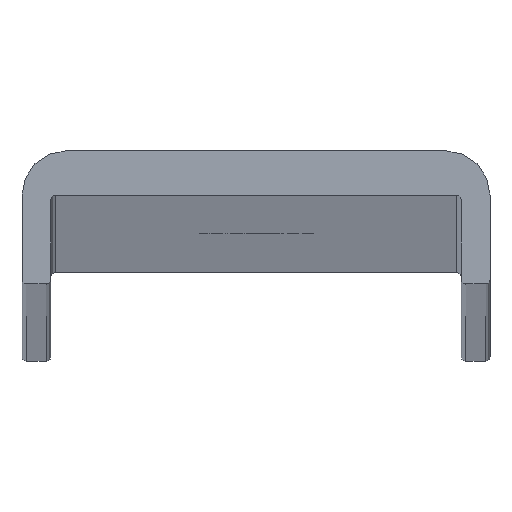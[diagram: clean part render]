
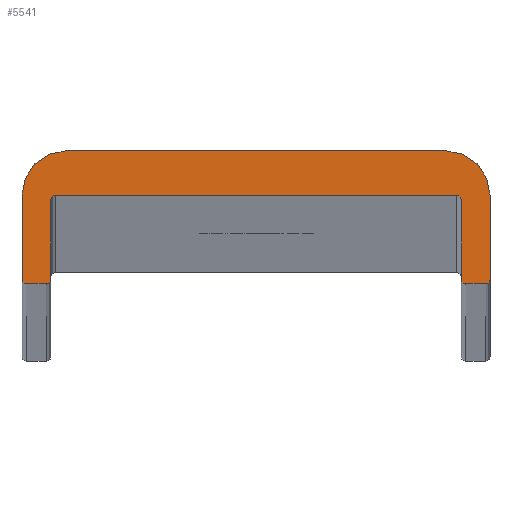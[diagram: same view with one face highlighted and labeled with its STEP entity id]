
A CAD part, top view. The second image highlights one B-rep face of the part: STEP entity #5541.
In plain terms, the highlighted planar face has unit normal (0, 0, 1).
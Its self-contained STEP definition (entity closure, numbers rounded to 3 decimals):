
#163 = ORIENTED_EDGE ( 'NONE', *, *, #10535, .T. ) ;
#509 = AXIS2_PLACEMENT_3D ( 'NONE', #14408, #5834, #7231 ) ;
#571 = VERTEX_POINT ( 'NONE', #8437 ) ;
#685 = DIRECTION ( 'NONE',  ( 0., 0., 1. ) ) ;
#771 = DIRECTION ( 'NONE',  ( 0., 0., 1. ) ) ;
#815 = ORIENTED_EDGE ( 'NONE', *, *, #13884, .T. ) ;
#831 = LINE ( 'NONE', #4826, #14049 ) ;
#854 = CARTESIAN_POINT ( 'NONE',  ( -9.45, 0.2, 1000. ) ) ;
#976 = CARTESIAN_POINT ( 'NONE',  ( -9.25, 0.2, 1000. ) ) ;
#983 = ORIENTED_EDGE ( 'NONE', *, *, #15425, .T. ) ;
#988 = EDGE_CURVE ( 'NONE', #9196, #9654, #6827, .T. ) ;
#1013 = DIRECTION ( 'NONE',  ( -1., 0., 0. ) ) ;
#1346 = DIRECTION ( 'NONE',  ( -1., 0., 0. ) ) ;
#1464 = VECTOR ( 'NONE', #13009, 1000. ) ;
#1718 = CARTESIAN_POINT ( 'NONE',  ( 10.55, 4., 1000. ) ) ;
#2104 = CARTESIAN_POINT ( 'NONE',  ( -9.25, 0.2, 1000. ) ) ;
#2174 = EDGE_CURVE ( 'NONE', #15875, #571, #14871, .T. ) ;
#2270 = ORIENTED_EDGE ( 'NONE', *, *, #3898, .T. ) ;
#2349 = DIRECTION ( 'NONE',  ( 1., 0., 0. ) ) ;
#2546 = LINE ( 'NONE', #8808, #1464 ) ;
#2703 = ORIENTED_EDGE ( 'NONE', *, *, #988, .T. ) ;
#2790 = CIRCLE ( 'NONE', #14840, 0.2 ) ;
#2870 = EDGE_CURVE ( 'NONE', #571, #9196, #15944, .T. ) ;
#3115 = CARTESIAN_POINT ( 'NONE',  ( 10.35, 0.2, 1000. ) ) ;
#3307 = CARTESIAN_POINT ( 'NONE',  ( 9.25, 0.2, 1000. ) ) ;
#3309 = CIRCLE ( 'NONE', #4768, 0.2 ) ;
#3348 = EDGE_CURVE ( 'NONE', #13564, #6211, #14281, .T. ) ;
#3355 = EDGE_CURVE ( 'NONE', #11403, #12788, #2790, .T. ) ;
#3361 = DIRECTION ( 'NONE',  ( 0., 0., 1. ) ) ;
#3418 = CARTESIAN_POINT ( 'NONE',  ( -10.35, 0.2, 1000. ) ) ;
#3440 = CIRCLE ( 'NONE', #509, 0.2 ) ;
#3500 = AXIS2_PLACEMENT_3D ( 'NONE', #15149, #5535, #1346 ) ;
#3551 = FACE_OUTER_BOUND ( 'NONE', #11160, .T. ) ;
#3675 = CIRCLE ( 'NONE', #15617, 0.2 ) ;
#3898 = EDGE_CURVE ( 'NONE', #15095, #11403, #15151, .T. ) ;
#3928 = ORIENTED_EDGE ( 'NONE', *, *, #4249, .T. ) ;
#4249 = EDGE_CURVE ( 'NONE', #6211, #15095, #12425, .T. ) ;
#4340 = ORIENTED_EDGE ( 'NONE', *, *, #3355, .T. ) ;
#4633 = CARTESIAN_POINT ( 'NONE',  ( -9.25, 3.8, 1000. ) ) ;
#4658 = VERTEX_POINT ( 'NONE', #3307 ) ;
#4768 = AXIS2_PLACEMENT_3D ( 'NONE', #3115, #3361, #8849 ) ;
#4819 = CARTESIAN_POINT ( 'NONE',  ( 10.55, 4., 1000. ) ) ;
#4826 = CARTESIAN_POINT ( 'NONE',  ( -9.05, 4., 1000. ) ) ;
#4951 = DIRECTION ( 'NONE',  ( 0., 0., 1. ) ) ;
#4958 = DIRECTION ( 'NONE',  ( -1., 0., 0. ) ) ;
#5193 = VECTOR ( 'NONE', #17032, 1000. ) ;
#5230 = VECTOR ( 'NONE', #16699, 1000. ) ;
#5385 = DIRECTION ( 'NONE',  ( 0., 0., -1. ) ) ;
#5453 = CARTESIAN_POINT ( 'NONE',  ( 9.45, 0., 1000. ) ) ;
#5535 = DIRECTION ( 'NONE',  ( 0., 0., -1. ) ) ;
#5541 = ADVANCED_FACE ( 'NONE', ( #3551 ), #13930, .F. ) ;
#5673 = VERTEX_POINT ( 'NONE', #14176 ) ;
#5726 = VERTEX_POINT ( 'NONE', #8818 ) ;
#5834 = DIRECTION ( 'NONE',  ( 0., 0., -1. ) ) ;
#6112 = AXIS2_PLACEMENT_3D ( 'NONE', #854, #4951, #6332 ) ;
#6183 = CARTESIAN_POINT ( 'NONE',  ( -10.35, 0., 1000. ) ) ;
#6211 = VERTEX_POINT ( 'NONE', #8520 ) ;
#6332 = DIRECTION ( 'NONE',  ( 1., 0., 0. ) ) ;
#6432 = DIRECTION ( 'NONE',  ( 0., 0., 1. ) ) ;
#6441 = VECTOR ( 'NONE', #7708, 1000. ) ;
#6526 = EDGE_CURVE ( 'NONE', #9654, #13564, #17837, .T. ) ;
#6675 = CARTESIAN_POINT ( 'NONE',  ( 8.55, 4., 1000. ) ) ;
#6827 = LINE ( 'NONE', #7247, #11395 ) ;
#7054 = ORIENTED_EDGE ( 'NONE', *, *, #3348, .T. ) ;
#7231 = DIRECTION ( 'NONE',  ( 1., 0., 0. ) ) ;
#7247 = CARTESIAN_POINT ( 'NONE',  ( -10.55, 0.2, 1000. ) ) ;
#7546 = EDGE_CURVE ( 'NONE', #14435, #5673, #16324, .T. ) ;
#7708 = DIRECTION ( 'NONE',  ( 1., 0., 0. ) ) ;
#8125 = AXIS2_PLACEMENT_3D ( 'NONE', #6675, #6432, #1013 ) ;
#8437 = CARTESIAN_POINT ( 'NONE',  ( -8.55, 6., 1000. ) ) ;
#8520 = CARTESIAN_POINT ( 'NONE',  ( -9.45, 0., 1000. ) ) ;
#8610 = VECTOR ( 'NONE', #16092, 1000. ) ;
#8702 = DIRECTION ( 'NONE',  ( 0., -1., 0. ) ) ;
#8808 = CARTESIAN_POINT ( 'NONE',  ( 9.25, 3.8, 1000. ) ) ;
#8818 = CARTESIAN_POINT ( 'NONE',  ( 10.55, 0.2, 1000. ) ) ;
#8849 = DIRECTION ( 'NONE',  ( 1., 0., 0. ) ) ;
#8887 = LINE ( 'NONE', #1718, #5193 ) ;
#8979 = DIRECTION ( 'NONE',  ( -1., 0., 0. ) ) ;
#9196 = VERTEX_POINT ( 'NONE', #14347 ) ;
#9255 = DIRECTION ( 'NONE',  ( -1., 0., 0. ) ) ;
#9316 = CARTESIAN_POINT ( 'NONE',  ( -8.55, 6., 1000. ) ) ;
#9654 = VERTEX_POINT ( 'NONE', #12057 ) ;
#10191 = ORIENTED_EDGE ( 'NONE', *, *, #2870, .T. ) ;
#10335 = CARTESIAN_POINT ( 'NONE',  ( -8.55, 4., 1000. ) ) ;
#10535 = EDGE_CURVE ( 'NONE', #11466, #15875, #14828, .T. ) ;
#10564 = VERTEX_POINT ( 'NONE', #16217 ) ;
#10953 = ORIENTED_EDGE ( 'NONE', *, *, #16434, .T. ) ;
#11154 = ORIENTED_EDGE ( 'NONE', *, *, #12004, .T. ) ;
#11160 = EDGE_LOOP ( 'NONE', ( #163, #17840, #10191, #2703, #13276, #7054, #3928, #2270, #4340, #10953, #12862, #17245, #983, #11818, #11154, #815 ) ) ;
#11395 = VECTOR ( 'NONE', #8702, 1000. ) ;
#11403 = VERTEX_POINT ( 'NONE', #4633 ) ;
#11466 = VERTEX_POINT ( 'NONE', #4819 ) ;
#11715 = CARTESIAN_POINT ( 'NONE',  ( 9.45, 0.2, 1000. ) ) ;
#11818 = ORIENTED_EDGE ( 'NONE', *, *, #7546, .T. ) ;
#12004 = EDGE_CURVE ( 'NONE', #5673, #5726, #3309, .T. ) ;
#12057 = CARTESIAN_POINT ( 'NONE',  ( -10.55, 0.2, 1000. ) ) ;
#12425 = CIRCLE ( 'NONE', #6112, 0.2 ) ;
#12508 = CARTESIAN_POINT ( 'NONE',  ( 9.45, 0., 1000. ) ) ;
#12788 = VERTEX_POINT ( 'NONE', #13265 ) ;
#12862 = ORIENTED_EDGE ( 'NONE', *, *, #16267, .T. ) ;
#13009 = DIRECTION ( 'NONE',  ( 0., -1., 0. ) ) ;
#13265 = CARTESIAN_POINT ( 'NONE',  ( -9.05, 4., 1000. ) ) ;
#13276 = ORIENTED_EDGE ( 'NONE', *, *, #6526, .T. ) ;
#13564 = VERTEX_POINT ( 'NONE', #15785 ) ;
#13704 = AXIS2_PLACEMENT_3D ( 'NONE', #3418, #685, #4958 ) ;
#13884 = EDGE_CURVE ( 'NONE', #5726, #11466, #8887, .T. ) ;
#13930 = PLANE ( 'NONE',  #3500 ) ;
#14049 = VECTOR ( 'NONE', #15644, 1000. ) ;
#14087 = CARTESIAN_POINT ( 'NONE',  ( 9.05, 4., 1000. ) ) ;
#14176 = CARTESIAN_POINT ( 'NONE',  ( 10.35, 0., 1000. ) ) ;
#14281 = LINE ( 'NONE', #6183, #6441 ) ;
#14347 = CARTESIAN_POINT ( 'NONE',  ( -10.55, 4., 1000. ) ) ;
#14408 = CARTESIAN_POINT ( 'NONE',  ( 9.05, 3.8, 1000. ) ) ;
#14435 = VERTEX_POINT ( 'NONE', #5453 ) ;
#14828 = CIRCLE ( 'NONE', #8125, 2. ) ;
#14840 = AXIS2_PLACEMENT_3D ( 'NONE', #16281, #5385, #17654 ) ;
#14871 = LINE ( 'NONE', #9316, #17257 ) ;
#15095 = VERTEX_POINT ( 'NONE', #976 ) ;
#15149 = CARTESIAN_POINT ( 'NONE',  ( 8.55, 4., 1000. ) ) ;
#15151 = LINE ( 'NONE', #2104, #8610 ) ;
#15425 = EDGE_CURVE ( 'NONE', #4658, #14435, #3675, .T. ) ;
#15617 = AXIS2_PLACEMENT_3D ( 'NONE', #11715, #15914, #8979 ) ;
#15644 = DIRECTION ( 'NONE',  ( 1., 0., 0. ) ) ;
#15785 = CARTESIAN_POINT ( 'NONE',  ( -10.35, 0., 1000. ) ) ;
#15875 = VERTEX_POINT ( 'NONE', #17516 ) ;
#15914 = DIRECTION ( 'NONE',  ( 0., 0., 1. ) ) ;
#15944 = CIRCLE ( 'NONE', #17857, 2. ) ;
#16092 = DIRECTION ( 'NONE',  ( 0., 1., 0. ) ) ;
#16217 = CARTESIAN_POINT ( 'NONE',  ( 9.25, 3.8, 1000. ) ) ;
#16267 = EDGE_CURVE ( 'NONE', #17863, #10564, #3440, .T. ) ;
#16281 = CARTESIAN_POINT ( 'NONE',  ( -9.05, 3.8, 1000. ) ) ;
#16324 = LINE ( 'NONE', #12508, #5230 ) ;
#16434 = EDGE_CURVE ( 'NONE', #12788, #17863, #831, .T. ) ;
#16699 = DIRECTION ( 'NONE',  ( 1., 0., 0. ) ) ;
#17032 = DIRECTION ( 'NONE',  ( 0., 1., 0. ) ) ;
#17245 = ORIENTED_EDGE ( 'NONE', *, *, #17494, .T. ) ;
#17257 = VECTOR ( 'NONE', #9255, 1000. ) ;
#17494 = EDGE_CURVE ( 'NONE', #10564, #4658, #2546, .T. ) ;
#17516 = CARTESIAN_POINT ( 'NONE',  ( 8.55, 6., 1000. ) ) ;
#17654 = DIRECTION ( 'NONE',  ( 1., 0., 0. ) ) ;
#17837 = CIRCLE ( 'NONE', #13704, 0.2 ) ;
#17840 = ORIENTED_EDGE ( 'NONE', *, *, #2174, .T. ) ;
#17857 = AXIS2_PLACEMENT_3D ( 'NONE', #10335, #771, #2349 ) ;
#17863 = VERTEX_POINT ( 'NONE', #14087 ) ;
